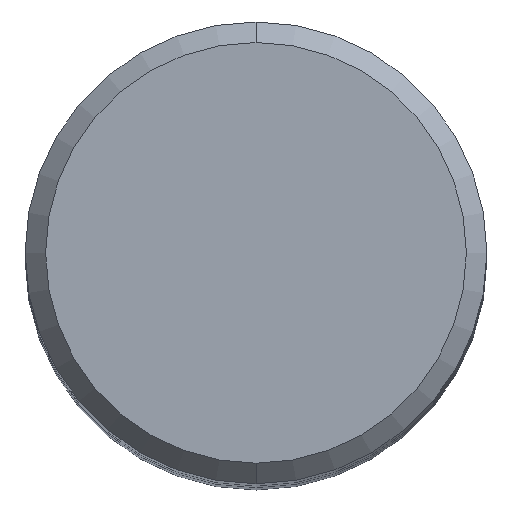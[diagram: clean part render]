
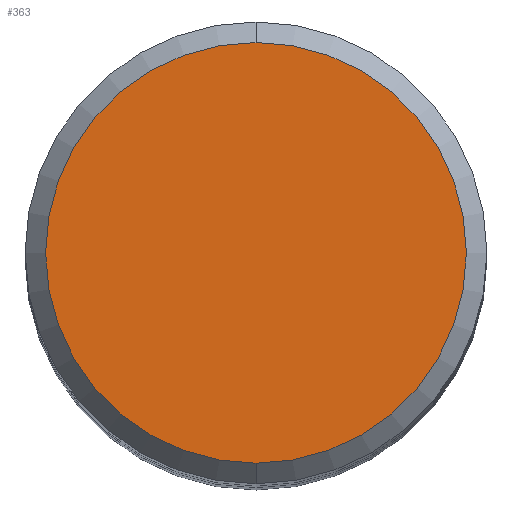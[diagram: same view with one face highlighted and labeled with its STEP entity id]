
A CAD part, top view. The second image highlights one B-rep face of the part: STEP entity #363.
In plain terms, the highlighted planar face has unit normal (0, 0, 1).
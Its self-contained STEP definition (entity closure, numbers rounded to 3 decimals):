
#259=EDGE_CURVE('',#407,#317,#558,.T.);
#317=VERTEX_POINT('',#622);
#363=ADVANCED_FACE('',(#672),#673,.T.);
#369=EDGE_CURVE('',#317,#407,#680,.T.);
#407=VERTEX_POINT('',#722);
#558=CIRCLE('',#967,8.2);
#622=CARTESIAN_POINT('',(0.0,8.2,0.0));
#672=FACE_OUTER_BOUND('',#1192,.T.);
#673=PLANE('',#1193);
#680=CIRCLE('',#1201,8.2);
#722=CARTESIAN_POINT('',(0.,-8.2,0.0));
#967=AXIS2_PLACEMENT_3D('',#1544,#1545,#1546);
#1192=EDGE_LOOP('',(#1679,#1680));
#1193=AXIS2_PLACEMENT_3D('',#1681,#1682,#1683);
#1201=AXIS2_PLACEMENT_3D('',#1692,#1693,#1694);
#1544=CARTESIAN_POINT('',(0.0,0.0,0.0));
#1545=DIRECTION('',(0.0,0.0,-1.0));
#1546=DIRECTION('',(0.0,1.0,0.0));
#1679=ORIENTED_EDGE('',*,*,#369,.F.);
#1680=ORIENTED_EDGE('',*,*,#259,.F.);
#1681=CARTESIAN_POINT('',(0.0,4.1,0.0));
#1682=DIRECTION('',(-0.0,0.0,1.0));
#1683=DIRECTION('',(0.0,-1.0,0.0));
#1692=CARTESIAN_POINT('',(0.0,0.0,0.0));
#1693=DIRECTION('',(0.0,0.0,-1.0));
#1694=DIRECTION('',(0.0,1.0,0.0));
